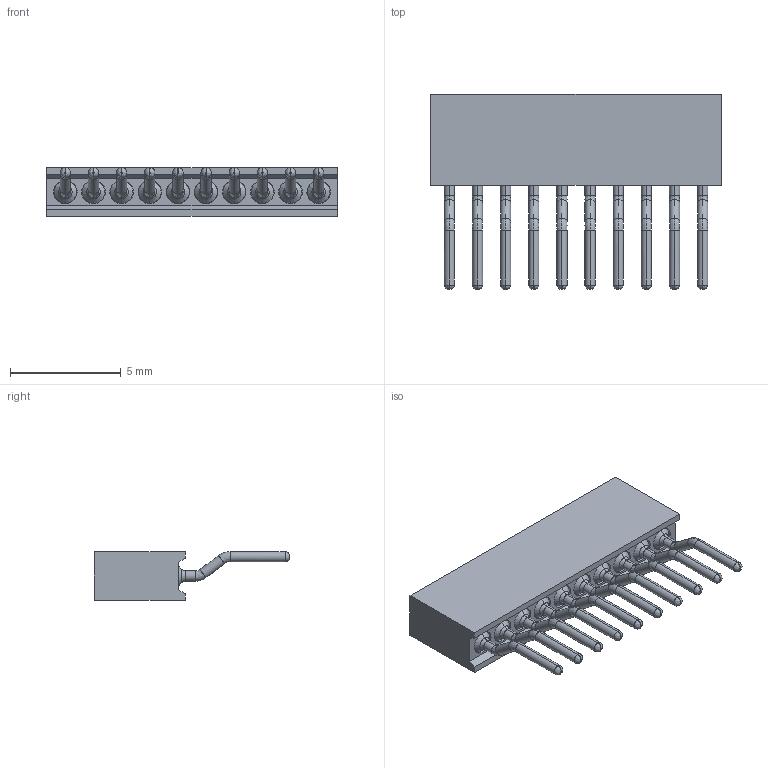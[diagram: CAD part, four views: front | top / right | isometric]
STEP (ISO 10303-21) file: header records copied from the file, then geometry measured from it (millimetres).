
FILE_DESCRIPTION( ('This file contains a STEP AP42 implementation' ,'as created by ZW3D STEP Interface translator.') ,'2;1' );
FILE_NAME( '3524-411XXZXX089X1.stp' ,'231013.1918 2', (''), ('ZWCAD Software Co.'), 'Version 1.0', 'ZW3D to STEP translator', '' );
FILE_SCHEMA(('AUTOMOTIVE_DESIGN { 1 0 10303 214 1 1 1 1 }'));
Length unit declared in the file: millimetre
Products named in the file (2): 0; 3524-41120ZXX089X1
Bounding box: 13.11 x 8.8 x 2.2 mm (x, y, z)
Volume: 104.8 mm3; surface area: 478.8 mm2
Topology: 1 solids, 21 shells, 1070 faces, 2634 edges, 1596 vertices
Faces by surface type: bspline 460, plane 300, cone 290, cylinder 20
Entity records: 58838 total; most frequent: CARTESIAN_POINT 39649, ORIENTED_EDGE 5468, EDGE_CURVE 2614, B_SPLINE_CURVE_WITH_KNOTS 2554, VERTEX_POINT 1596, DIRECTION 1242, EDGE_LOOP 1120, FACE_OUTER_BOUND 1070
